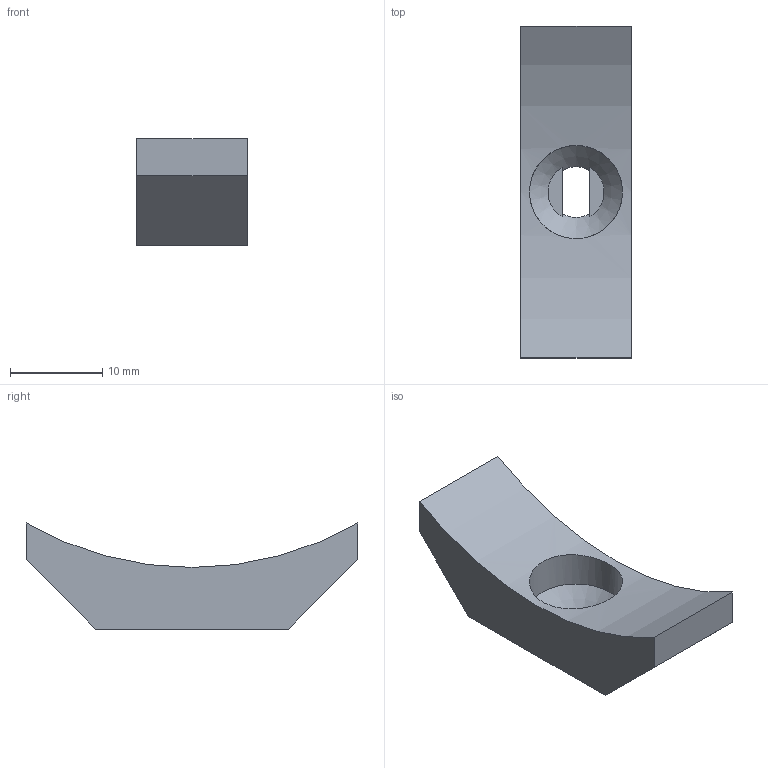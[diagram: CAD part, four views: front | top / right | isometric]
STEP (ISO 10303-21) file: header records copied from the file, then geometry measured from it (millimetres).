
FILE_DESCRIPTION(('FreeCAD Model'),'2;1');
FILE_NAME('Open CASCADE Shape Model','2025-01-16T10:16:33',(''),(''), 'Open CASCADE STEP processor 7.6','FreeCAD','Unknown');
FILE_SCHEMA(('AUTOMOTIVE_DESIGN { 1 0 10303 214 1 1 1 1 }'));
Length unit declared in the file: millimetre
Products named in the file (1): Тіло002
Bounding box: 12 x 36 x 11.5 mm (x, y, z)
Volume: 2461.5 mm3; surface area: 1662.3 mm2
Topology: 1 solids, 1 shells, 24 faces, 61 edges, 40 vertices
Faces by surface type: plane 18, cylinder 5, cone 1
Full cylindrical faces by diameter (mm): 10.1 x1
Entity records: 805 total; most frequent: CARTESIAN_POINT 175, DIRECTION 131, ORIENTED_EDGE 122, EDGE_CURVE 61, AXIS2_PLACEMENT_3D 46, VERTEX_POINT 40, LINE 39, VECTOR 39
